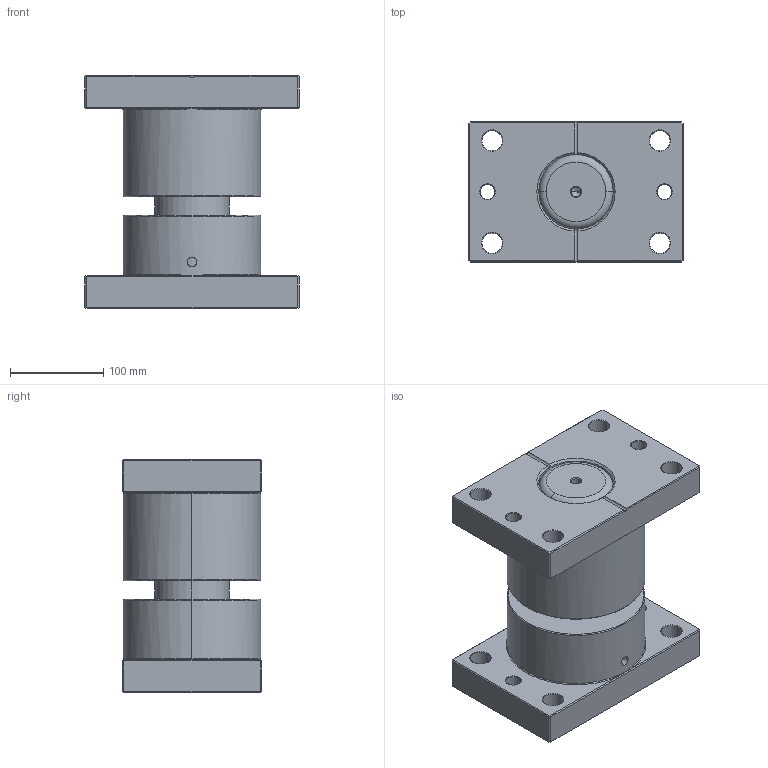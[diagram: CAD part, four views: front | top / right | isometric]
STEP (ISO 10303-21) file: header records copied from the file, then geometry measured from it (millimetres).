
FILE_DESCRIPTION (( 'STEP AP214' ), '1' );
FILE_NAME ('MYP-D80-L250.STEP', '2021-09-18T03:08:11', ( 'User' ), ( 'china' ), 'SwSTEP 2.0', 'SolidWorks 2016', '' );
FILE_SCHEMA (( 'AUTOMOTIVE_DESIGN' ));
Length unit declared in the file: millimetre
Products named in the file (4): SZBP-D80; MGP-D80-L250; MGHP-D80; MYP-D80-L250
Assembly tree (3 placements, depth 2):
  MYP-D80-L250
    MGHP-D80
    MGP-D80-L250
    SZBP-D80
Bounding box: 230 x 150 x 250 mm (x, y, z)
Volume: 5113245.9 mm3; surface area: 392491.3 mm2
Topology: 3 solids, 3 shells, 233 faces, 542 edges, 308 vertices
Faces by surface type: plane 72, cone 71, cylinder 64, torus 18, bspline 8
Entity records: 7141 total; most frequent: CARTESIAN_POINT 1587, DIRECTION 1199, ORIENTED_EDGE 1064, EDGE_CURVE 532, AXIS2_PLACEMENT_3D 456, VERTEX_POINT 308, LINE 287, VECTOR 287
